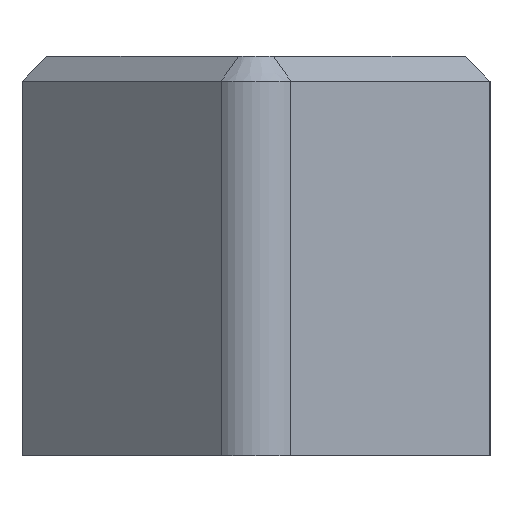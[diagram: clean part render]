
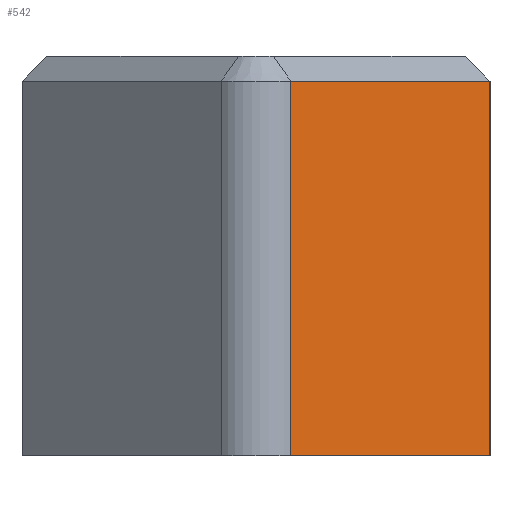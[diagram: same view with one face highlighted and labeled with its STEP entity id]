
A CAD part, left-side view. The second image highlights one B-rep face of the part: STEP entity #542.
In plain terms, the highlighted planar face has unit normal (-0.707, -0.707, 0).
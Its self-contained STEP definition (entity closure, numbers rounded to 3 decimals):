
#33=PLANE('',#601);
#57=FACE_OUTER_BOUND('',#90,.T.);
#90=EDGE_LOOP('',(#438,#439,#440,#441));
#115=LINE('',#808,#171);
#139=LINE('',#873,#195);
#146=LINE('',#891,#202);
#147=LINE('',#892,#203);
#171=VECTOR('',#641,10.);
#195=VECTOR('',#705,10.);
#202=VECTOR('',#724,10.);
#203=VECTOR('',#725,10.);
#248=VERTEX_POINT('',#805);
#249=VERTEX_POINT('',#807);
#269=VERTEX_POINT('',#866);
#275=VERTEX_POINT('',#890);
#298=EDGE_CURVE('',#249,#248,#115,.T.);
#331=EDGE_CURVE('',#269,#248,#139,.T.);
#340=EDGE_CURVE('',#275,#269,#146,.T.);
#341=EDGE_CURVE('',#275,#249,#147,.T.);
#438=ORIENTED_EDGE('',*,*,#331,.F.);
#439=ORIENTED_EDGE('',*,*,#340,.F.);
#440=ORIENTED_EDGE('',*,*,#341,.T.);
#441=ORIENTED_EDGE('',*,*,#298,.T.);
#542=ADVANCED_FACE('',(#57),#33,.T.);
#601=AXIS2_PLACEMENT_3D('',#889,#722,#723);
#641=DIRECTION('',(0.,0.,1.));
#705=DIRECTION('',(0.707,-0.707,0.));
#722=DIRECTION('center_axis',(-0.707,-0.707,0.));
#723=DIRECTION('ref_axis',(0.707,-0.707,0.));
#724=DIRECTION('',(0.,0.,1.));
#725=DIRECTION('',(0.707,-0.707,0.));
#805=CARTESIAN_POINT('',(73.475,0.475,7.7));
#807=CARTESIAN_POINT('',(73.475,0.475,0.1));
#808=CARTESIAN_POINT('',(73.475,0.475,0.1));
#866=CARTESIAN_POINT('',(69.432,4.518,7.7));
#873=CARTESIAN_POINT('',(73.363,0.587,7.7));
#889=CARTESIAN_POINT('Origin',(68.725,5.225,0.1));
#890=CARTESIAN_POINT('',(69.432,4.518,0.1));
#891=CARTESIAN_POINT('',(69.432,4.518,0.1));
#892=CARTESIAN_POINT('',(68.725,5.225,0.1));
